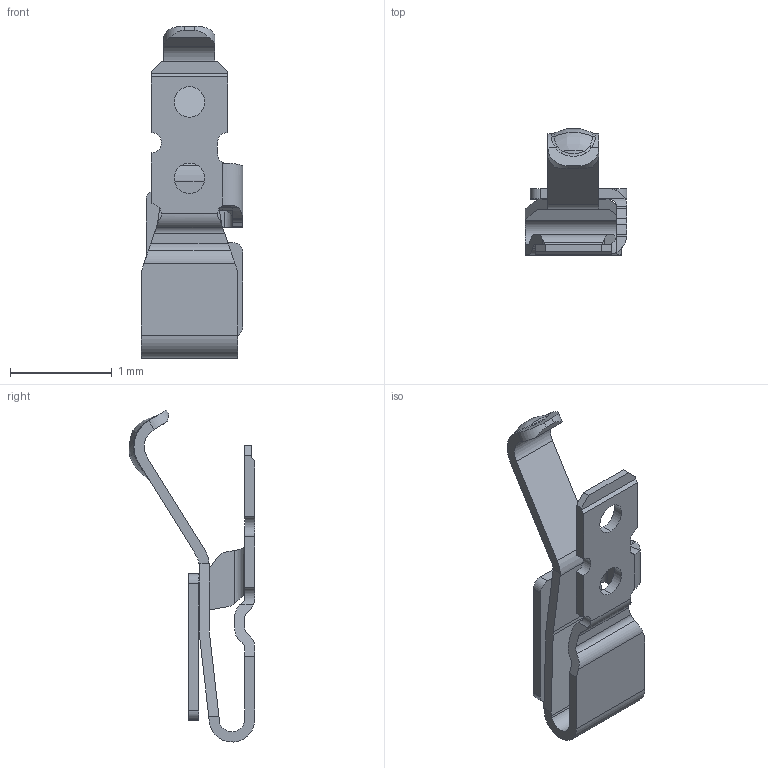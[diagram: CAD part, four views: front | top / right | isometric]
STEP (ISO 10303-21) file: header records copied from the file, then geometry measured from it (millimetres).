
FILE_DESCRIPTION(('FreeCAD Model'),'2;1');
FILE_NAME('Open CASCADE Shape Model','2026-02-10T18:22:35',( 'kicad StepUp'),('ksu MCAD'),'Open CASCADE STEP processor 7.8', 'FreeCAD','Unknown');
FILE_SCHEMA(('AUTOMOTIVE_DESIGN { 1 0 10303 214 1 1 1 1 }'));
Length unit declared in the file: millimetre
Products named in the file (1): TE_1551631-5
Bounding box: 1 x 1.23 x 3.26 mm (x, y, z)
Volume: 0.6 mm3; surface area: 14.3 mm2
Topology: 1 solids, 1 shells, 122 faces, 333 edges, 213 vertices
Faces by surface type: plane 51, cylinder 44, bspline 14, extrusion 9, torus 2, sphere 2
Entity records: 5271 total; most frequent: CARTESIAN_POINT 2313, ORIENTED_EDGE 666, DIRECTION 535, EDGE_CURVE 333, VERTEX_POINT 213, VECTOR 183, AXIS2_PLACEMENT_3D 176, LINE 174
